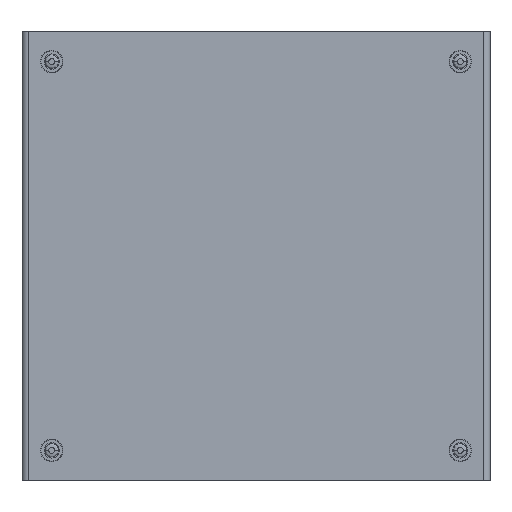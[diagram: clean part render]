
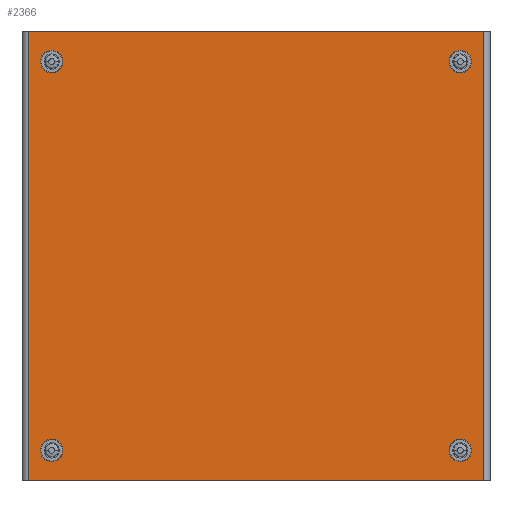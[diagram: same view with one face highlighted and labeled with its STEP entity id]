
A CAD part, front view. The second image highlights one B-rep face of the part: STEP entity #2366.
In plain terms, the highlighted planar face has unit normal (0, -1, 0).
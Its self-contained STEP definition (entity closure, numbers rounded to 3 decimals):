
#19 = ORIENTED_EDGE ( 'NONE', *, *, #1595, .F. ) ;
#96 = DIRECTION ( 'NONE',  ( 0., 0., -1. ) ) ;
#168 = CARTESIAN_POINT ( 'NONE',  ( -113.5, 0., 235.5 ) ) ;
#259 = VECTOR ( 'NONE', #2908, 1000. ) ;
#522 = DIRECTION ( 'NONE',  ( 0., 0., 1. ) ) ;
#596 = EDGE_LOOP ( 'NONE', ( #3583, #5179 ) ) ;
#813 = EDGE_CURVE ( 'NONE', #6291, #5540, #3228, .T. ) ;
#867 = EDGE_CURVE ( 'NONE', #5779, #3879, #11086, .T. ) ;
#930 = EDGE_LOOP ( 'NONE', ( #19, #10374, #5207, #4897 ) ) ;
#1032 = DIRECTION ( 'NONE',  ( 0., 1., 0. ) ) ;
#1301 = VERTEX_POINT ( 'NONE', #4160 ) ;
#1391 = CARTESIAN_POINT ( 'NONE',  ( -113.5, 0., 14.5 ) ) ;
#1595 = EDGE_CURVE ( 'NONE', #10499, #1301, #7569, .T. ) ;
#2032 = EDGE_LOOP ( 'NONE', ( #5766, #10945 ) ) ;
#2281 = CARTESIAN_POINT ( 'NONE',  ( 113.5, 0., 235.5 ) ) ;
#2366 = ADVANCED_FACE ( 'NONE', ( #7615, #6509, #8214, #8091, #6407 ), #9660, .T. ) ;
#2838 = CARTESIAN_POINT ( 'NONE',  ( -128.5, 0., 250. ) ) ;
#2863 = CIRCLE ( 'NONE', #4334, 2.5 ) ;
#2908 = DIRECTION ( 'NONE',  ( 1., 0., 0. ) ) ;
#3228 = CIRCLE ( 'NONE', #9586, 2.5 ) ;
#3317 = DIRECTION ( 'NONE',  ( 0., 1., 0. ) ) ;
#3445 = CARTESIAN_POINT ( 'NONE',  ( 113.5, 0., 19.5 ) ) ;
#3459 = DIRECTION ( 'NONE',  ( 0., 1., 0. ) ) ;
#3483 = VERTEX_POINT ( 'NONE', #5579 ) ;
#3529 = CIRCLE ( 'NONE', #9208, 2.5 ) ;
#3567 = ORIENTED_EDGE ( 'NONE', *, *, #8859, .T. ) ;
#3583 = ORIENTED_EDGE ( 'NONE', *, *, #10960, .T. ) ;
#3879 = VERTEX_POINT ( 'NONE', #3445 ) ;
#3898 = DIRECTION ( 'NONE',  ( 0., 0., -1. ) ) ;
#3938 = CARTESIAN_POINT ( 'NONE',  ( -126.5, 0., 250. ) ) ;
#3958 = VECTOR ( 'NONE', #10035, 1000. ) ;
#4156 = VERTEX_POINT ( 'NONE', #2281 ) ;
#4160 = CARTESIAN_POINT ( 'NONE',  ( 126.5, 0., 250. ) ) ;
#4207 = CARTESIAN_POINT ( 'NONE',  ( -126.5, 0., 250. ) ) ;
#4334 = AXIS2_PLACEMENT_3D ( 'NONE', #5816, #5788, #5718 ) ;
#4564 = AXIS2_PLACEMENT_3D ( 'NONE', #8598, #3459, #9492 ) ;
#4703 = EDGE_CURVE ( 'NONE', #4156, #11100, #2863, .T. ) ;
#4789 = CARTESIAN_POINT ( 'NONE',  ( 113.5, 0., 17. ) ) ;
#4897 = ORIENTED_EDGE ( 'NONE', *, *, #7560, .F. ) ;
#4980 = DIRECTION ( 'NONE',  ( 0., -1., 0. ) ) ;
#5085 = VERTEX_POINT ( 'NONE', #1391 ) ;
#5179 = ORIENTED_EDGE ( 'NONE', *, *, #867, .T. ) ;
#5207 = ORIENTED_EDGE ( 'NONE', *, *, #6408, .T. ) ;
#5540 = VERTEX_POINT ( 'NONE', #168 ) ;
#5579 = CARTESIAN_POINT ( 'NONE',  ( -113.5, 0., 19.5 ) ) ;
#5599 = VERTEX_POINT ( 'NONE', #10717 ) ;
#5631 = DIRECTION ( 'NONE',  ( 0., 0., 1. ) ) ;
#5676 = DIRECTION ( 'NONE',  ( 0., 1., 0. ) ) ;
#5718 = DIRECTION ( 'NONE',  ( 0., 0., 1. ) ) ;
#5766 = ORIENTED_EDGE ( 'NONE', *, *, #9003, .T. ) ;
#5779 = VERTEX_POINT ( 'NONE', #9054 ) ;
#5788 = DIRECTION ( 'NONE',  ( 0., 1., 0. ) ) ;
#5816 = CARTESIAN_POINT ( 'NONE',  ( 113.5, 0., 233. ) ) ;
#6187 = CARTESIAN_POINT ( 'NONE',  ( 113.5, 0., 233. ) ) ;
#6291 = VERTEX_POINT ( 'NONE', #9774 ) ;
#6407 = FACE_BOUND ( 'NONE', #10673, .T. ) ;
#6408 = EDGE_CURVE ( 'NONE', #9679, #5599, #7295, .T. ) ;
#6509 = FACE_BOUND ( 'NONE', #2032, .T. ) ;
#6522 = CIRCLE ( 'NONE', #7869, 2.5 ) ;
#6861 = CARTESIAN_POINT ( 'NONE',  ( -126.5, 0., 0. ) ) ;
#7033 = DIRECTION ( 'NONE',  ( 0., 0., 1. ) ) ;
#7145 = EDGE_CURVE ( 'NONE', #10499, #9679, #11108, .T. ) ;
#7220 = AXIS2_PLACEMENT_3D ( 'NONE', #10934, #5676, #522 ) ;
#7295 = LINE ( 'NONE', #10172, #3958 ) ;
#7467 = VECTOR ( 'NONE', #96, 1000. ) ;
#7532 = CARTESIAN_POINT ( 'NONE',  ( 113.5, 0., 230.5 ) ) ;
#7560 = EDGE_CURVE ( 'NONE', #1301, #5599, #11039, .T. ) ;
#7569 = LINE ( 'NONE', #2838, #259 ) ;
#7615 = FACE_OUTER_BOUND ( 'NONE', #930, .T. ) ;
#7869 = AXIS2_PLACEMENT_3D ( 'NONE', #4789, #10886, #5631 ) ;
#7898 = CARTESIAN_POINT ( 'NONE',  ( 126.5, 0., 250. ) ) ;
#8042 = VECTOR ( 'NONE', #3898, 1000. ) ;
#8071 = CIRCLE ( 'NONE', #4564, 2.5 ) ;
#8091 = FACE_BOUND ( 'NONE', #10407, .T. ) ;
#8214 = FACE_BOUND ( 'NONE', #596, .T. ) ;
#8376 = AXIS2_PLACEMENT_3D ( 'NONE', #10402, #10412, #10425 ) ;
#8440 = CARTESIAN_POINT ( 'NONE',  ( -128.5, 0., 250. ) ) ;
#8449 = CARTESIAN_POINT ( 'NONE',  ( -113.5, 0., 233. ) ) ;
#8527 = AXIS2_PLACEMENT_3D ( 'NONE', #8440, #4980, #8754 ) ;
#8562 = CIRCLE ( 'NONE', #7220, 2.5 ) ;
#8596 = ORIENTED_EDGE ( 'NONE', *, *, #9170, .T. ) ;
#8598 = CARTESIAN_POINT ( 'NONE',  ( -113.5, 0., 17. ) ) ;
#8754 = DIRECTION ( 'NONE',  ( 0., 0., -1. ) ) ;
#8859 = EDGE_CURVE ( 'NONE', #5540, #6291, #9200, .T. ) ;
#9003 = EDGE_CURVE ( 'NONE', #3483, #5085, #8071, .T. ) ;
#9054 = CARTESIAN_POINT ( 'NONE',  ( 113.5, 0., 14.5 ) ) ;
#9170 = EDGE_CURVE ( 'NONE', #11100, #4156, #3529, .T. ) ;
#9200 = CIRCLE ( 'NONE', #10051, 2.5 ) ;
#9208 = AXIS2_PLACEMENT_3D ( 'NONE', #6187, #1032, #7033 ) ;
#9250 = ORIENTED_EDGE ( 'NONE', *, *, #813, .T. ) ;
#9349 = DIRECTION ( 'NONE',  ( 0., 0., 1. ) ) ;
#9411 = EDGE_CURVE ( 'NONE', #5085, #3483, #8562, .T. ) ;
#9492 = DIRECTION ( 'NONE',  ( 0., 0., 1. ) ) ;
#9586 = AXIS2_PLACEMENT_3D ( 'NONE', #10087, #10093, #10104 ) ;
#9660 = PLANE ( 'NONE',  #8527 ) ;
#9679 = VERTEX_POINT ( 'NONE', #6861 ) ;
#9774 = CARTESIAN_POINT ( 'NONE',  ( -113.5, 0., 230.5 ) ) ;
#10035 = DIRECTION ( 'NONE',  ( 1., 0., 0. ) ) ;
#10051 = AXIS2_PLACEMENT_3D ( 'NONE', #8449, #3317, #9349 ) ;
#10087 = CARTESIAN_POINT ( 'NONE',  ( -113.5, 0., 233. ) ) ;
#10093 = DIRECTION ( 'NONE',  ( 0., 1., 0. ) ) ;
#10104 = DIRECTION ( 'NONE',  ( 0., 0., 1. ) ) ;
#10172 = CARTESIAN_POINT ( 'NONE',  ( -128.5, 0., 0. ) ) ;
#10374 = ORIENTED_EDGE ( 'NONE', *, *, #7145, .T. ) ;
#10402 = CARTESIAN_POINT ( 'NONE',  ( 113.5, 0., 17. ) ) ;
#10407 = EDGE_LOOP ( 'NONE', ( #3567, #9250 ) ) ;
#10412 = DIRECTION ( 'NONE',  ( 0., 1., 0. ) ) ;
#10425 = DIRECTION ( 'NONE',  ( 0., 0., 1. ) ) ;
#10499 = VERTEX_POINT ( 'NONE', #4207 ) ;
#10673 = EDGE_LOOP ( 'NONE', ( #11259, #8596 ) ) ;
#10717 = CARTESIAN_POINT ( 'NONE',  ( 126.5, 0., 0. ) ) ;
#10886 = DIRECTION ( 'NONE',  ( 0., 1., 0. ) ) ;
#10934 = CARTESIAN_POINT ( 'NONE',  ( -113.5, 0., 17. ) ) ;
#10945 = ORIENTED_EDGE ( 'NONE', *, *, #9411, .T. ) ;
#10960 = EDGE_CURVE ( 'NONE', #3879, #5779, #6522, .T. ) ;
#11039 = LINE ( 'NONE', #7898, #7467 ) ;
#11086 = CIRCLE ( 'NONE', #8376, 2.5 ) ;
#11100 = VERTEX_POINT ( 'NONE', #7532 ) ;
#11108 = LINE ( 'NONE', #3938, #8042 ) ;
#11259 = ORIENTED_EDGE ( 'NONE', *, *, #4703, .T. ) ;
